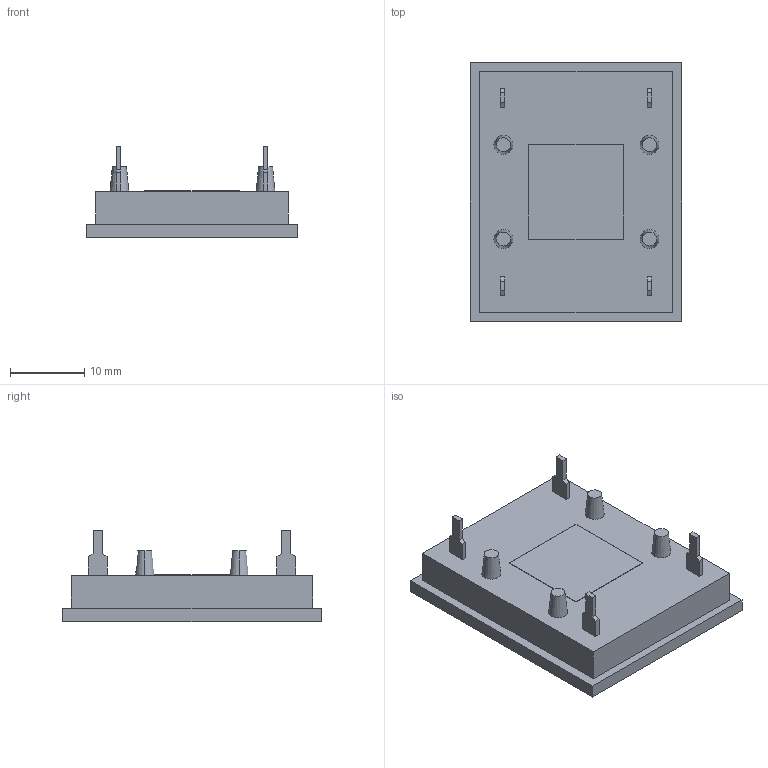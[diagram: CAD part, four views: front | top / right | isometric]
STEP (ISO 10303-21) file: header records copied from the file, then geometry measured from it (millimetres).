
FILE_DESCRIPTION (( 'STEP AP214' ), '1' );
FILE_NAME ('100801.STEP', '2011-07-02T16:28:04', ( 'LALo' ), ( 'Edi Foundation' ), 'SwSTEP 2.0', 'SolidWorks 2011', '' );
FILE_SCHEMA (( 'AUTOMOTIVE_DESIGN' ));
Length unit declared in the file: inch
Products named in the file (1): 100801
Bounding box: 28.45 x 34.8 x 12.37 mm (x, y, z)
Volume: 5642.6 mm3; surface area: 2936.8 mm2
Topology: 1 solids, 1 shells, 69 faces, 168 edges, 112 vertices
Faces by surface type: plane 61, cone 8
Entity records: 2727 total; most frequent: CARTESIAN_POINT 350, ORIENTED_EDGE 336, DIRECTION 324, EDGE_CURVE 168, VECTOR 152, LINE 152, VERTEX_POINT 112, AXIS2_PLACEMENT_3D 86
